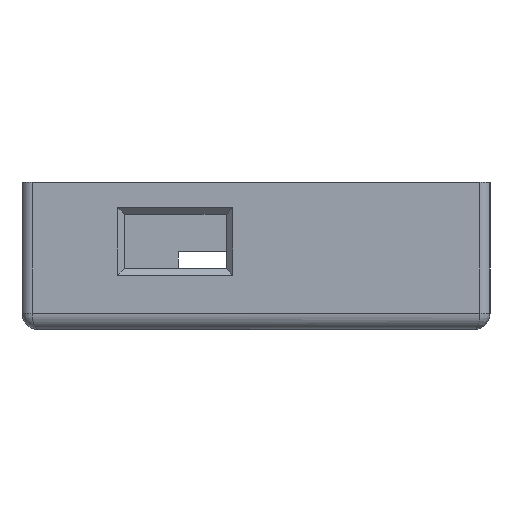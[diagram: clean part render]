
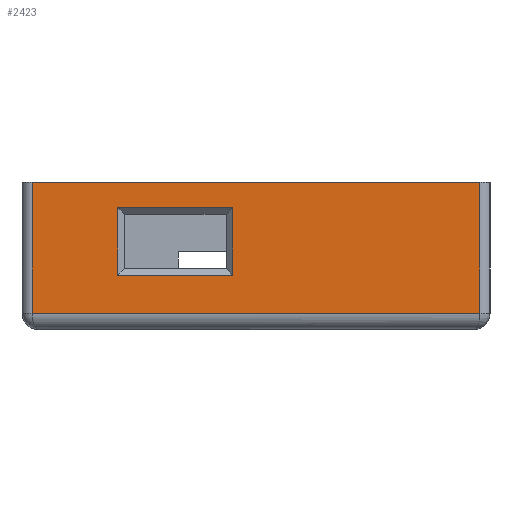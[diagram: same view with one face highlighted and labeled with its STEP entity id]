
A CAD part, left-side view. The second image highlights one B-rep face of the part: STEP entity #2423.
In plain terms, the highlighted planar face has unit normal (-1, 0, 0).
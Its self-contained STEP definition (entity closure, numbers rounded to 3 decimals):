
#48=FACE_BOUND('',#379,.T.);
#106=PLANE('',#2642);
#223=FACE_OUTER_BOUND('',#378,.T.);
#378=EDGE_LOOP('',(#2014,#2015,#2016,#2017));
#379=EDGE_LOOP('',(#2018,#2019,#2020,#2021));
#454=LINE('',#3458,#708);
#511=LINE('',#3782,#765);
#527=LINE('',#3809,#781);
#615=LINE('',#4033,#869);
#620=LINE('',#4043,#874);
#622=LINE('',#4047,#876);
#625=LINE('',#4052,#879);
#632=LINE('',#4065,#886);
#708=VECTOR('',#2746,10.);
#765=VECTOR('',#2947,10.);
#781=VECTOR('',#2977,10.);
#869=VECTOR('',#3173,10.);
#874=VECTOR('',#3180,10.);
#876=VECTOR('',#3184,10.);
#879=VECTOR('',#3189,10.);
#886=VECTOR('',#3202,10.);
#1051=VERTEX_POINT('',#3455);
#1052=VERTEX_POINT('',#3457);
#1116=VERTEX_POINT('',#3667);
#1127=VERTEX_POINT('',#3778);
#1212=VERTEX_POINT('',#4031);
#1213=VERTEX_POINT('',#4032);
#1217=VERTEX_POINT('',#4042);
#1218=VERTEX_POINT('',#4046);
#1274=EDGE_CURVE('',#1051,#1052,#454,.T.);
#1375=EDGE_CURVE('',#1116,#1127,#511,.T.);
#1391=EDGE_CURVE('',#1051,#1127,#527,.T.);
#1504=EDGE_CURVE('',#1212,#1213,#615,.T.);
#1509=EDGE_CURVE('',#1213,#1217,#620,.T.);
#1511=EDGE_CURVE('',#1218,#1212,#622,.T.);
#1514=EDGE_CURVE('',#1217,#1218,#625,.T.);
#1521=EDGE_CURVE('',#1052,#1116,#632,.T.);
#2014=ORIENTED_EDGE('',*,*,#1375,.F.);
#2015=ORIENTED_EDGE('',*,*,#1521,.F.);
#2016=ORIENTED_EDGE('',*,*,#1274,.F.);
#2017=ORIENTED_EDGE('',*,*,#1391,.T.);
#2018=ORIENTED_EDGE('',*,*,#1504,.F.);
#2019=ORIENTED_EDGE('',*,*,#1511,.F.);
#2020=ORIENTED_EDGE('',*,*,#1514,.F.);
#2021=ORIENTED_EDGE('',*,*,#1509,.F.);
#2423=ADVANCED_FACE('',(#223,#48),#106,.T.);
#2642=AXIS2_PLACEMENT_3D('',#4064,#3200,#3201);
#2746=DIRECTION('',(0.,-1.,0.));
#2947=DIRECTION('',(0.,1.,0.));
#2977=DIRECTION('',(0.,0.,-1.));
#3173=DIRECTION('',(0.,0.,-1.));
#3180=DIRECTION('',(0.,-1.,0.));
#3184=DIRECTION('',(0.,1.,0.));
#3189=DIRECTION('',(0.,0.,1.));
#3200=DIRECTION('center_axis',(-1.,0.,0.));
#3201=DIRECTION('ref_axis',(0.,1.,0.));
#3202=DIRECTION('',(0.,0.,-1.));
#3455=CARTESIAN_POINT('',(-56.5,48.8,-34.5));
#3457=CARTESIAN_POINT('',(-56.5,-17.2,-34.5));
#3458=CARTESIAN_POINT('',(-56.5,48.8,-34.5));
#3667=CARTESIAN_POINT('',(-56.5,-17.2,-53.8));
#3778=CARTESIAN_POINT('',(-56.5,48.8,-53.8));
#3782=CARTESIAN_POINT('',(-56.5,2.3,-53.8));
#3809=CARTESIAN_POINT('',(-56.5,48.8,-34.5));
#4031=CARTESIAN_POINT('',(-56.5,36.2,-38.2));
#4032=CARTESIAN_POINT('',(-56.5,36.2,-48.2));
#4033=CARTESIAN_POINT('',(-56.5,36.2,-46.2));
#4042=CARTESIAN_POINT('',(-56.5,19.2,-48.2));
#4043=CARTESIAN_POINT('',(-56.5,12.,-48.2));
#4046=CARTESIAN_POINT('',(-56.5,19.2,-38.2));
#4047=CARTESIAN_POINT('',(-56.5,4.5,-38.2));
#4052=CARTESIAN_POINT('',(-56.5,19.2,-50.2));
#4064=CARTESIAN_POINT('Origin',(-56.5,-11.2,-53.2));
#4065=CARTESIAN_POINT('',(-56.5,-17.2,-34.5));
